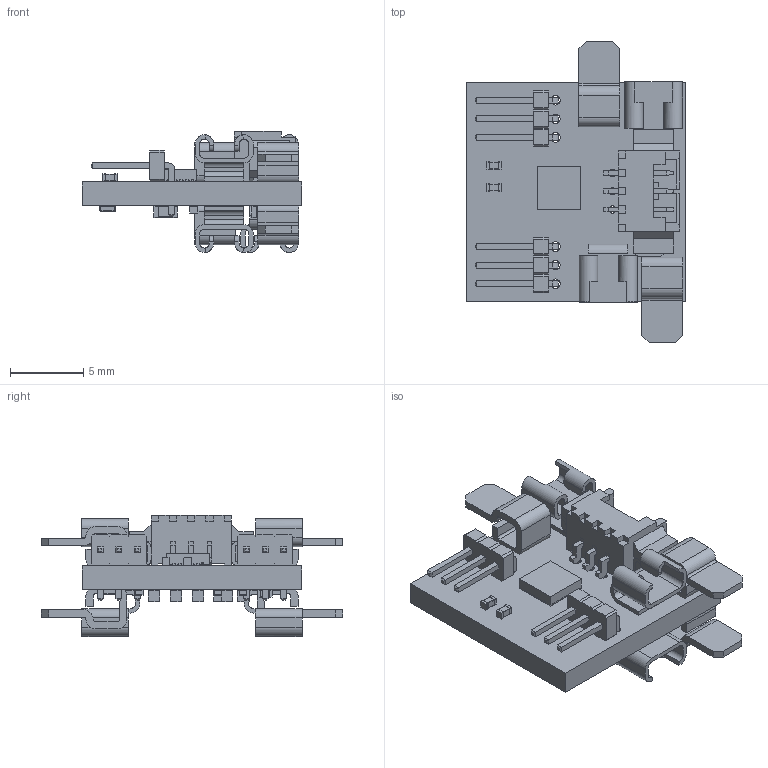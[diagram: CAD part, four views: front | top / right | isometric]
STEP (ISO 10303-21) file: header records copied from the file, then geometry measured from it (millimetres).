
FILE_DESCRIPTION(('KiCad electronic assembly'),'2;1');
FILE_NAME('DRV8311 Motor Driver.step','2024-12-27T17:02:18',('Pcbnew'),( 'Kicad'),'Open CASCADE STEP processor 7.6','KiCad to STEP converter' ,'Unknown');
FILE_SCHEMA(('AUTOMOTIVE_DESIGN { 1 0 10303 214 1 1 1 1 }'));
Length unit declared in the file: millimetre
Products named in the file (18): DRV8311 Motor Driver 1; Keystone 3579; Molex_PicoBlade_53261-0371_1x03-1MP_P1.25mm_Horizontal; Molex_53261_0371; C_0402_1005Metric; RRW0024A; RRW0024A_ASM; Keystone 3569 half; C_0603_1608Metric; PinHeader_1x03_P1.27mm_Horizontal; PinHeader_1x03_P127mm_Horizontal; R_0402_1005Metric; DRV8311 Motor Driver_PCB
Assembly tree (34 placements, depth 3):
  DRV8311 Motor Driver 1
    Keystone 3579  x4
      Keystone 3579
    Molex_PicoBlade_53261-0371_1x03-1MP_P1.25mm_Horizontal
      Molex_53261_0371
    C_0402_1005Metric  x3
      C_0402_1005Metric
    RRW0024A
      RRW0024A_ASM
    Keystone 3569 half  x4
      Keystone 3569 half
    C_0603_1608Metric  x7
      C_0603_1608Metric
    PinHeader_1x03_P1.27mm_Horizontal  x2
      PinHeader_1x03_P127mm_Horizontal
    R_0402_1005Metric  x3
      R_0402_1005Metric
    DRV8311 Motor Driver_PCB
Bounding box: 15 x 20.6 x 8.28 mm (x, y, z)
Volume: 564 mm3; surface area: 1662.7 mm2
Topology: 53 solids, 53 shells, 1368 faces, 3557 edges, 2340 vertices
Faces by surface type: plane 1091, cylinder 277
Full cylindrical faces by diameter (mm): 0.3 x5, 0.5 x3, 0.65 x6
Entity records: 26832 total; most frequent: CARTESIAN_POINT 4278, ORIENTED_EDGE 4148, DIRECTION 3926, EDGE_CURVE 2074, LINE 1898, VECTOR 1898, VERTEX_POINT 1366, AXIS2_PLACEMENT_3D 1014
